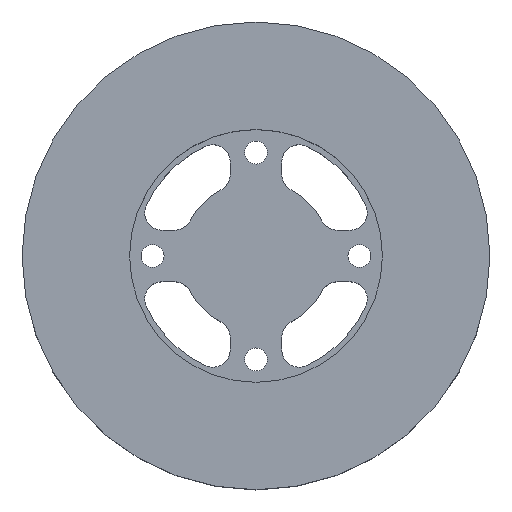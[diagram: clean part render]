
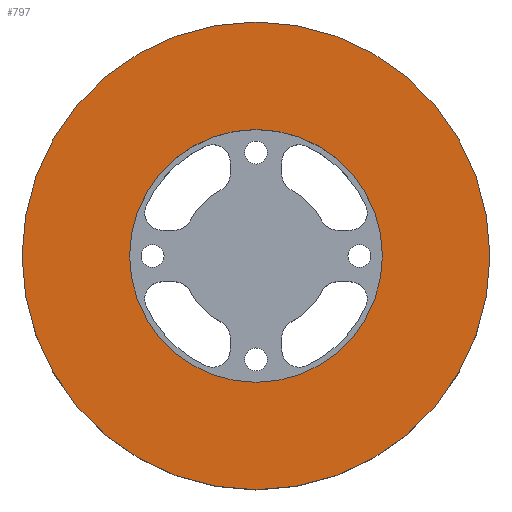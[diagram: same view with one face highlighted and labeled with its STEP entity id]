
A CAD part, top view. The second image highlights one B-rep face of the part: STEP entity #797.
In plain terms, the highlighted planar face has unit normal (0, 0, 1).
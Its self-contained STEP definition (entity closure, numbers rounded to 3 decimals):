
#23=FACE_BOUND('',#132,.T.);
#41=PLANE('',#921);
#82=FACE_OUTER_BOUND('',#131,.T.);
#131=EDGE_LOOP('',(#689));
#132=EDGE_LOOP('',(#690));
#306=CIRCLE('',#915,22.);
#308=CIRCLE('',#919,40.7);
#382=VERTEX_POINT('',#1399);
#384=VERTEX_POINT('',#1406);
#494=EDGE_CURVE('',#382,#382,#306,.T.);
#497=EDGE_CURVE('',#384,#384,#308,.T.);
#689=ORIENTED_EDGE('',*,*,#497,.T.);
#690=ORIENTED_EDGE('',*,*,#494,.T.);
#797=ADVANCED_FACE('',(#82,#23),#41,.T.);
#915=AXIS2_PLACEMENT_3D('',#1400,#1163,#1164);
#919=AXIS2_PLACEMENT_3D('',#1407,#1172,#1173);
#921=AXIS2_PLACEMENT_3D('',#1411,#1177,#1178);
#1163=DIRECTION('center_axis',(0.,0.,-1.));
#1164=DIRECTION('ref_axis',(1.,0.,0.));
#1172=DIRECTION('center_axis',(0.,0.,1.));
#1173=DIRECTION('ref_axis',(1.,0.,0.));
#1177=DIRECTION('center_axis',(0.,0.,1.));
#1178=DIRECTION('ref_axis',(1.,0.,0.));
#1399=CARTESIAN_POINT('',(-22.,0.,21.75));
#1400=CARTESIAN_POINT('Origin',(0.,0.,21.75));
#1406=CARTESIAN_POINT('',(-40.7,0.,21.75));
#1407=CARTESIAN_POINT('Origin',(0.,0.,21.75));
#1411=CARTESIAN_POINT('Origin',(0.,0.,21.75));
